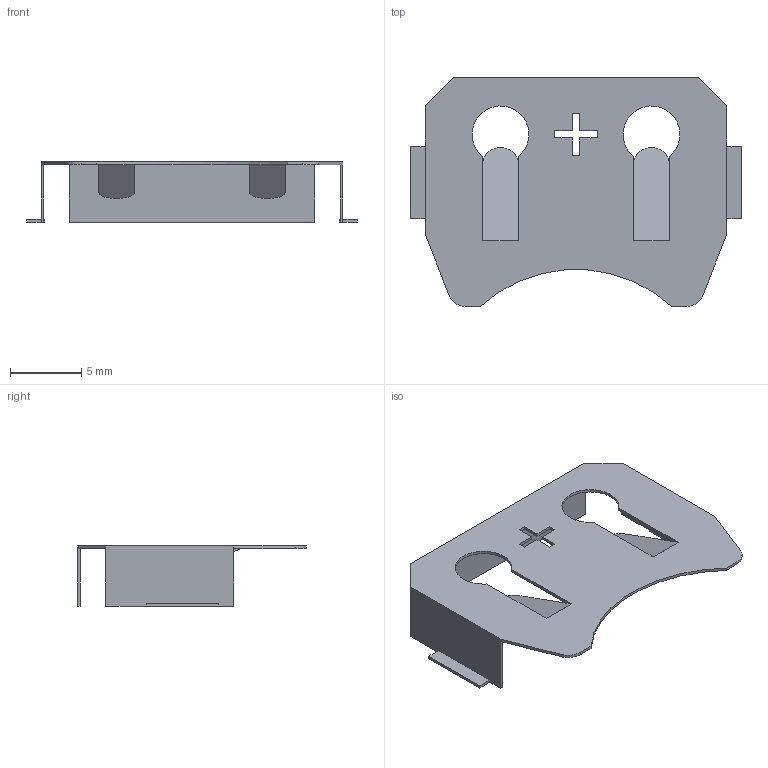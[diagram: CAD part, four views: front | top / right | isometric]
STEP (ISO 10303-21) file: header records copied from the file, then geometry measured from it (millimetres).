
FILE_DESCRIPTION(/* description */ ('model of BatteryHolder_Keystone_3034_1x20mm'),/* implementation_level */ '2;1');
FILE_NAME(/* name */ 'BatteryHolder_Keystone_3034_1x20mm.step',/* time_stamp */ '2019-02-14T19:44:10',/* author */ ('kicad StepUp','ksu'),/* organization */ ('FreeCAD'),/* preprocessor_version */ 'OCC',/* originating_system */ 'kicad StepUp',/* authorisation */ '');
FILE_SCHEMA(('AUTOMOTIVE_DESIGN { 1 0 10303 214 1 1 1 1 }'));
Length unit declared in the file: millimetre
Products named in the file (1): Keystone_3034_1x20mm
Bounding box: 23.24 x 16.12 x 4.26 mm (x, y, z)
Volume: 87.1 mm3; surface area: 907.9 mm2
Topology: 2 solids, 2 shells, 86 faces, 236 edges, 154 vertices
Faces by surface type: plane 77, cylinder 9
Entity records: 3307 total; most frequent: CARTESIAN_POINT 477, ORIENTED_EDGE 472, DIRECTION 432, EDGE_CURVE 236, LINE 214, VECTOR 214, VERTEX_POINT 154, AXIS2_PLACEMENT_3D 109
